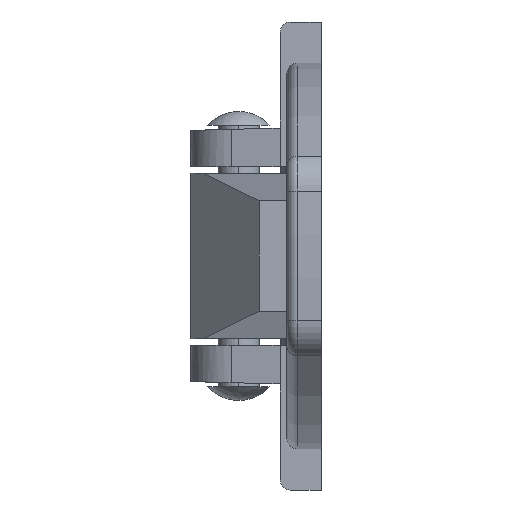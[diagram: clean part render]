
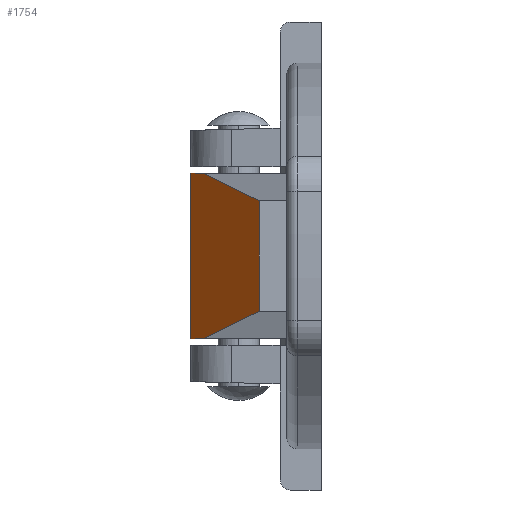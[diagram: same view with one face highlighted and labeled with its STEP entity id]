
A CAD part, left-side view. The second image highlights one B-rep face of the part: STEP entity #1754.
In plain terms, the highlighted planar face has unit normal (-0.125, 0.992, 0).
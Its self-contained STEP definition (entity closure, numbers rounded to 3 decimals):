
#159 = CARTESIAN_POINT ( 'NONE',  ( -80., -3., 8. ) ) ;
#296 = CARTESIAN_POINT ( 'NONE',  ( -0.873, 6.945, 12. ) ) ;
#297 = CARTESIAN_POINT ( 'NONE',  ( -15., 5.17, 12. ) ) ;
#407 = LINE ( 'NONE', #408, #1284 ) ;
#408 = CARTESIAN_POINT ( 'NONE',  ( -80., -3., 12. ) ) ;
#409 = DIRECTION ( 'NONE',  ( 0.992, 0.125, 0. ) ) ;
#428 = LINE ( 'NONE', #429, #1259 ) ;
#429 = CARTESIAN_POINT ( 'NONE',  ( -0.873, 6.945, -12. ) ) ;
#430 = DIRECTION ( 'NONE',  ( 0., 0., 1. ) ) ;
#670 = VERTEX_POINT ( 'NONE', #1236 ) ;
#671 = VERTEX_POINT ( 'NONE', #1237 ) ;
#678 = VERTEX_POINT ( 'NONE', #1239 ) ;
#704 = VERTEX_POINT ( 'NONE', #296 ) ;
#705 = VERTEX_POINT ( 'NONE', #297 ) ;
#1236 = CARTESIAN_POINT ( 'NONE',  ( -80., -3., -8. ) ) ;
#1237 = CARTESIAN_POINT ( 'NONE',  ( -0.873, 6.945, -12. ) ) ;
#1239 = CARTESIAN_POINT ( 'NONE',  ( -15., 5.17, -12. ) ) ;
#1259 = VECTOR ( 'NONE', #430, 1000. ) ;
#1284 = VECTOR ( 'NONE', #409, 1000. ) ;
#1370 = EDGE_CURVE ( 'NONE', #705, #704, #407, .T. ) ;
#1377 = EDGE_CURVE ( 'NONE', #671, #704, #428, .T. ) ;
#1661 = EDGE_CURVE ( 'NONE', #670, #2361, #2875, .T. ) ;
#1669 = EDGE_CURVE ( 'NONE', #678, #671, #2900, .T. ) ;
#1754 = ADVANCED_FACE ( 'NONE', ( #2631 ), #3008, .F. ) ;
#1776 = EDGE_CURVE ( 'NONE', #2361, #705, #3084, .T. ) ;
#1777 = EDGE_CURVE ( 'NONE', #678, #670, #3088, .T. ) ;
#1878 = CARTESIAN_POINT ( 'NONE',  ( -79.759, -2.97, -8.015 ) ) ;
#1879 = DIRECTION ( 'NONE',  ( -0.99, -0.124, 0.061 ) ) ;
#2361 = VERTEX_POINT ( 'NONE', #159 ) ;
#2594 = VECTOR ( 'NONE', #2877, 1000. ) ;
#2604 = VECTOR ( 'NONE', #2902, 1000. ) ;
#2620 = AXIS2_PLACEMENT_3D ( 'NONE', #3012, #3013, #3014 ) ;
#2631 = FACE_OUTER_BOUND ( 'NONE', #3976, .T. ) ;
#2699 = VECTOR ( 'NONE', #3086, 1000. ) ;
#2700 = VECTOR ( 'NONE', #1879, 1000. ) ;
#2875 = LINE ( 'NONE', #2876, #2594 ) ;
#2876 = CARTESIAN_POINT ( 'NONE',  ( -80., -3., -12. ) ) ;
#2877 = DIRECTION ( 'NONE',  ( 0., 0., 1. ) ) ;
#2900 = LINE ( 'NONE', #2901, #2604 ) ;
#2901 = CARTESIAN_POINT ( 'NONE',  ( -80., -3., -12. ) ) ;
#2902 = DIRECTION ( 'NONE',  ( 0.992, 0.125, 0. ) ) ;
#3008 = PLANE ( 'NONE',  #2620 ) ;
#3012 = CARTESIAN_POINT ( 'NONE',  ( -80., -3., -12. ) ) ;
#3013 = DIRECTION ( 'NONE',  ( 0.125, -0.992, 0. ) ) ;
#3014 = DIRECTION ( 'NONE',  ( 0.992, 0.125, 0. ) ) ;
#3084 = LINE ( 'NONE', #3085, #2699 ) ;
#3085 = CARTESIAN_POINT ( 'NONE',  ( -81.207, -3.152, 7.926 ) ) ;
#3086 = DIRECTION ( 'NONE',  ( 0.99, 0.124, 0.061 ) ) ;
#3088 = LINE ( 'NONE', #1878, #2700 ) ;
#3925 = ORIENTED_EDGE ( 'NONE', *, *, #1669, .F. ) ;
#3926 = ORIENTED_EDGE ( 'NONE', *, *, #1661, .T. ) ;
#3927 = ORIENTED_EDGE ( 'NONE', *, *, #1777, .T. ) ;
#3976 = EDGE_LOOP ( 'NONE', ( #3925, #3927, #3926, #3988, #3986, #3985 ) ) ;
#3985 = ORIENTED_EDGE ( 'NONE', *, *, #1377, .F. ) ;
#3986 = ORIENTED_EDGE ( 'NONE', *, *, #1370, .T. ) ;
#3988 = ORIENTED_EDGE ( 'NONE', *, *, #1776, .T. ) ;
